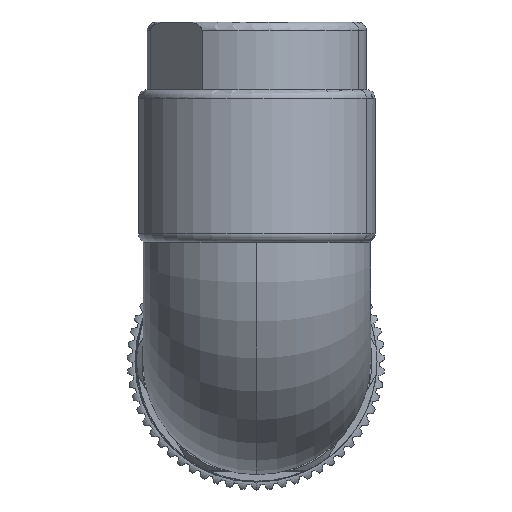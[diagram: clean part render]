
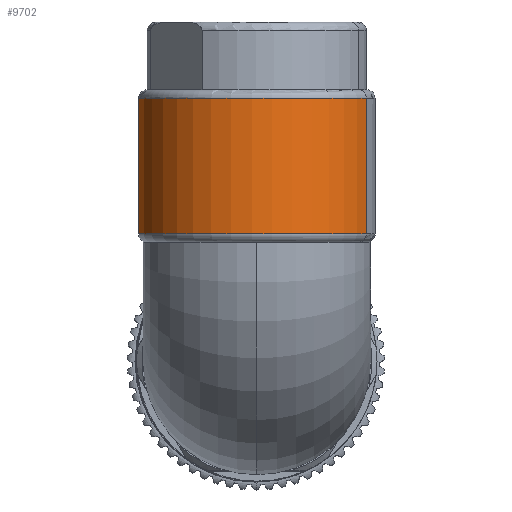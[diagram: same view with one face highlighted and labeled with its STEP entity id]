
A CAD part, top view. The second image highlights one B-rep face of the part: STEP entity #9702.
In plain terms, the highlighted cylindrical face has radius 7 mm (diameter 14 mm), a partial arc.
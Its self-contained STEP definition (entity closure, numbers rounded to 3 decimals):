
#9626=AXIS2_PLACEMENT_3D('Circle Axis2P3D',#9624,#9625,$) ;
#9675=AXIS2_PLACEMENT_3D('Cylinder Axis2P3D',#9672,#9673,#9674) ;
#9693=AXIS2_PLACEMENT_3D('Circle Axis2P3D',#9691,#9692,$) ;
#9614=CARTESIAN_POINT('Vertex',(14.117,23.1,38.916)) ;
#9621=CARTESIAN_POINT('Vertex',(1.184,23.1,33.554)) ;
#9624=CARTESIAN_POINT('Axis2P3D Location',(7.651,23.1,36.235)) ;
#9672=CARTESIAN_POINT('Axis2P3D Location',(7.651,26.3,36.235)) ;
#9677=CARTESIAN_POINT('Line Origine',(14.117,26.3,38.916)) ;
#9681=CARTESIAN_POINT('Vertex',(14.117,15.093,38.916)) ;
#9684=CARTESIAN_POINT('Line Origine',(1.184,26.3,33.554)) ;
#9688=CARTESIAN_POINT('Vertex',(1.184,15.093,33.554)) ;
#9691=CARTESIAN_POINT('Axis2P3D Location',(7.651,15.093,36.235)) ;
#9625=DIRECTION('Axis2P3D Direction',(0.,1.,0.)) ;
#9673=DIRECTION('Axis2P3D Direction',(0.,-1.,0.)) ;
#9674=DIRECTION('Axis2P3D XDirection',(0.924,0.,0.383)) ;
#9678=DIRECTION('Vector Direction',(0.,-1.,0.)) ;
#9685=DIRECTION('Vector Direction',(0.,-1.,0.)) ;
#9692=DIRECTION('Axis2P3D Direction',(0.,-1.,0.)) ;
#9679=VECTOR('Line Direction',#9678,1.) ;
#9686=VECTOR('Line Direction',#9685,1.) ;
#9697=ORIENTED_EDGE('',*,*,#9683,.F.) ;
#9698=ORIENTED_EDGE('',*,*,#9628,.T.) ;
#9699=ORIENTED_EDGE('',*,*,#9690,.F.) ;
#9700=ORIENTED_EDGE('',*,*,#9695,.T.) ;
#9702=ADVANCED_FACE('Hauptk\X2\00F6\X0\rper',(#9701),#9676,.T.) ;
#9627=CIRCLE('generated circle',#9626,7.) ;
#9694=CIRCLE('generated circle',#9693,7.) ;
#9676=CYLINDRICAL_SURFACE('generated cylinder',#9675,7.) ;
#9628=EDGE_CURVE('',#9615,#9622,#9627,.F.) ;
#9683=EDGE_CURVE('',#9615,#9682,#9680,.T.) ;
#9690=EDGE_CURVE('',#9689,#9622,#9687,.F.) ;
#9695=EDGE_CURVE('',#9689,#9682,#9694,.F.) ;
#9696=EDGE_LOOP('',(#9697,#9698,#9699,#9700)) ;
#9701=FACE_OUTER_BOUND('',#9696,.T.) ;
#9680=LINE('Line',#9677,#9679) ;
#9687=LINE('Line',#9684,#9686) ;
#9615=VERTEX_POINT('',#9614) ;
#9622=VERTEX_POINT('',#9621) ;
#9682=VERTEX_POINT('',#9681) ;
#9689=VERTEX_POINT('',#9688) ;
